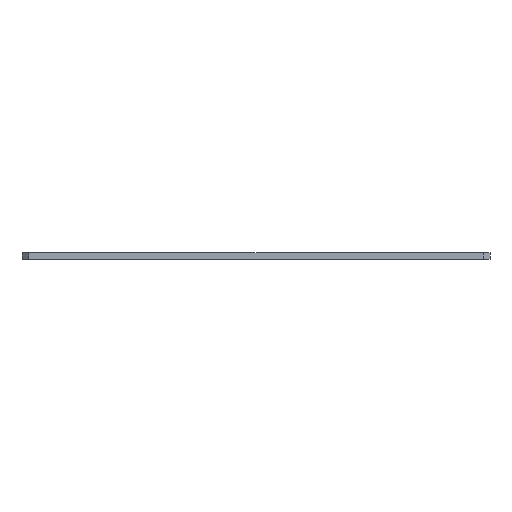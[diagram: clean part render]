
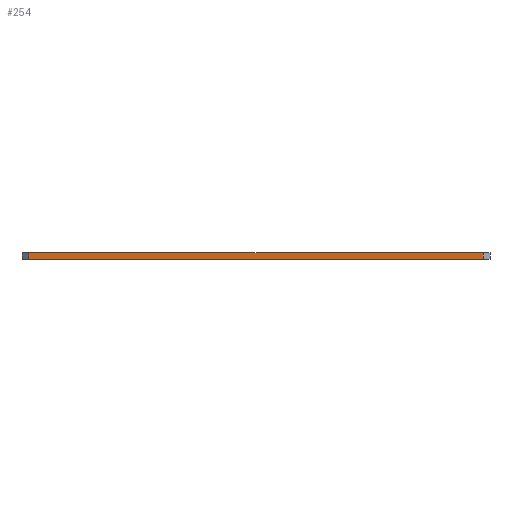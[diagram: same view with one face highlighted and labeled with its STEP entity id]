
A CAD part, front view. The second image highlights one B-rep face of the part: STEP entity #254.
In plain terms, the highlighted planar face has unit normal (0, -1, 0).
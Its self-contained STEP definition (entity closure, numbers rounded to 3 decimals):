
#3 = PLANE ( 'NONE',  #766 ) ;
#54 = DIRECTION ( 'NONE',  ( 0., 0., 1. ) ) ;
#85 = ORIENTED_EDGE ( 'NONE', *, *, #664, .F. ) ;
#86 = EDGE_CURVE ( 'NONE', #520, #488, #587, .T. ) ;
#238 = DIRECTION ( 'NONE',  ( -1., 0., 0. ) ) ;
#241 = CARTESIAN_POINT ( 'NONE',  ( 0., -135., 0. ) ) ;
#249 = FACE_OUTER_BOUND ( 'NONE', #672, .T. ) ;
#254 = ADVANCED_FACE ( 'NONE', ( #249 ), #3, .F. ) ;
#286 = EDGE_CURVE ( 'NONE', #343, #443, #548, .T. ) ;
#289 = ORIENTED_EDGE ( 'NONE', *, *, #620, .T. ) ;
#293 = CARTESIAN_POINT ( 'NONE',  ( 2., -135., -2. ) ) ;
#305 = VECTOR ( 'NONE', #468, 1000. ) ;
#306 = VECTOR ( 'NONE', #238, 1000. ) ;
#308 = LINE ( 'NONE', #241, #579 ) ;
#343 = VERTEX_POINT ( 'NONE', #437 ) ;
#368 = DIRECTION ( 'NONE',  ( 0., 0., 1. ) ) ;
#381 = CARTESIAN_POINT ( 'NONE',  ( 2., -135., -2. ) ) ;
#385 = VECTOR ( 'NONE', #368, 1000. ) ;
#403 = CARTESIAN_POINT ( 'NONE',  ( 0., -135., -2. ) ) ;
#427 = ORIENTED_EDGE ( 'NONE', *, *, #86, .T. ) ;
#437 = CARTESIAN_POINT ( 'NONE',  ( 133., -135., -2. ) ) ;
#443 = VERTEX_POINT ( 'NONE', #444 ) ;
#444 = CARTESIAN_POINT ( 'NONE',  ( 133., -135., 0. ) ) ;
#468 = DIRECTION ( 'NONE',  ( 0., 0., -1. ) ) ;
#472 = LINE ( 'NONE', #542, #306 ) ;
#488 = VERTEX_POINT ( 'NONE', #381 ) ;
#506 = CARTESIAN_POINT ( 'NONE',  ( 2., -135., 0. ) ) ;
#520 = VERTEX_POINT ( 'NONE', #506 ) ;
#542 = CARTESIAN_POINT ( 'NONE',  ( 0., -135., -2. ) ) ;
#548 = LINE ( 'NONE', #567, #385 ) ;
#567 = CARTESIAN_POINT ( 'NONE',  ( 133., -135., -2. ) ) ;
#579 = VECTOR ( 'NONE', #764, 1000. ) ;
#587 = LINE ( 'NONE', #293, #305 ) ;
#589 = ORIENTED_EDGE ( 'NONE', *, *, #286, .T. ) ;
#593 = DIRECTION ( 'NONE',  ( 0., 1., 0. ) ) ;
#620 = EDGE_CURVE ( 'NONE', #443, #520, #308, .T. ) ;
#664 = EDGE_CURVE ( 'NONE', #343, #488, #472, .T. ) ;
#672 = EDGE_LOOP ( 'NONE', ( #85, #589, #289, #427 ) ) ;
#764 = DIRECTION ( 'NONE',  ( -1., 0., 0. ) ) ;
#766 = AXIS2_PLACEMENT_3D ( 'NONE', #403, #593, #54 ) ;
